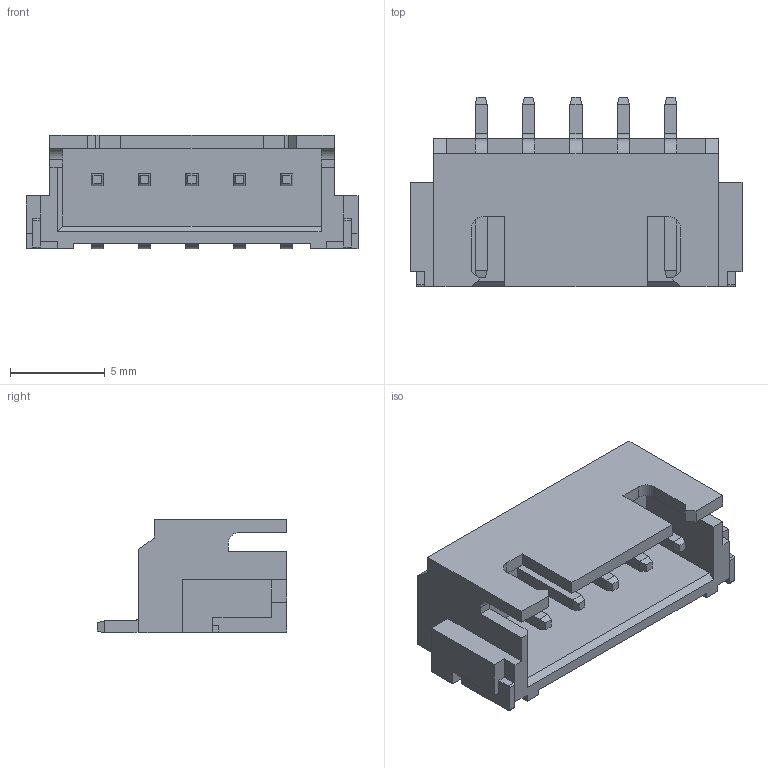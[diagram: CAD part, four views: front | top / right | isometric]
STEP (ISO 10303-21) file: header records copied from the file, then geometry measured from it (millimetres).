
FILE_DESCRIPTION(('STEP AP214'), '1');
FILE_NAME('SxB-XH-SM4-TB', '', ('UNSPECIFIED'), ('UNSPECIFIED'), 'ASCON STEP Converter 1.6', 'ASCON Math Kernel', '');
FILE_SCHEMA(('AUTOMOTIVE_DESIGN { 1 0 10303 214 3 1 1}'));
Length unit declared in the file: millimetre
Bounding box: 17.5 x 10 x 6 mm (x, y, z)
Volume: 376.9 mm3; surface area: 846.3 mm2
Topology: 3 solids, 3 shells, 263 faces, 710 edges, 443 vertices
Faces by surface type: plane 233, cylinder 30
Entity records: 10242 total; most frequent: ORIENTED_EDGE 1420, CARTESIAN_POINT 1417, DIRECTION 1328, EDGE_CURVE 710, LINE 620, VECTOR 620, VERTEX_POINT 443, AXIS2_PLACEMENT_3D 354
